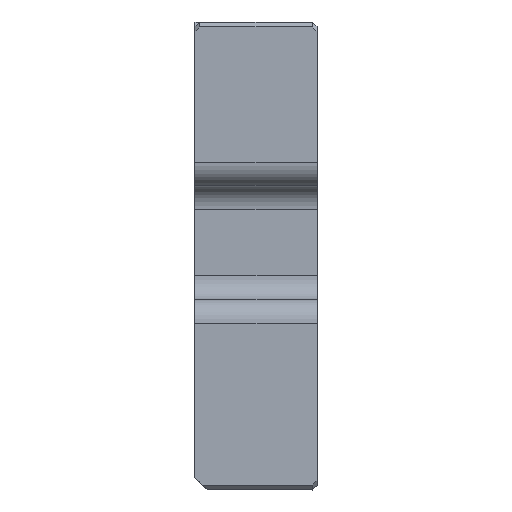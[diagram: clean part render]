
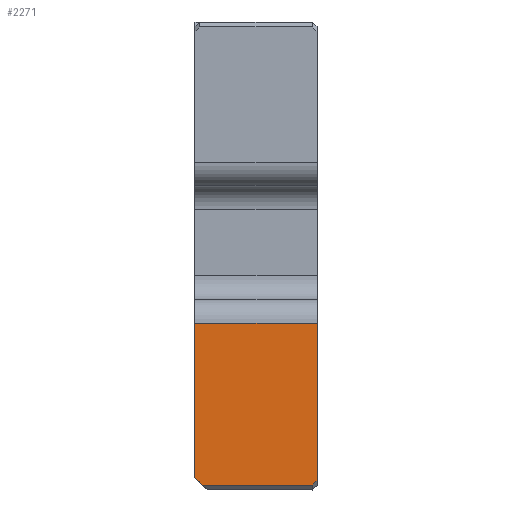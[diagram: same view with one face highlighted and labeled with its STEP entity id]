
A CAD part, left-side view. The second image highlights one B-rep face of the part: STEP entity #2271.
In plain terms, the highlighted planar face has unit normal (-1, 0, 0).
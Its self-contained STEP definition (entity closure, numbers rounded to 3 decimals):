
#86=PLANE('',#2461);
#189=FACE_OUTER_BOUND('',#337,.T.);
#337=EDGE_LOOP('',(#1695,#1696,#1697,#1698,#1699,#1700));
#574=LINE('',#3434,#797);
#611=LINE('',#3532,#834);
#612=LINE('',#3535,#835);
#613=LINE('',#3537,#836);
#614=LINE('',#3539,#837);
#615=LINE('',#3540,#838);
#797=VECTOR('',#2738,10.);
#834=VECTOR('',#2817,2.);
#835=VECTOR('',#2820,1000.);
#836=VECTOR('',#2821,1000.);
#837=VECTOR('',#2822,10.);
#838=VECTOR('',#2823,10.);
#1049=VERTEX_POINT('',#3431);
#1050=VERTEX_POINT('',#3433);
#1089=VERTEX_POINT('',#3528);
#1091=VERTEX_POINT('',#3534);
#1092=VERTEX_POINT('',#3536);
#1093=VERTEX_POINT('',#3538);
#1272=EDGE_CURVE('',#1049,#1050,#574,.T.);
#1322=EDGE_CURVE('',#1050,#1089,#611,.T.);
#1323=EDGE_CURVE('',#1091,#1049,#612,.T.);
#1324=EDGE_CURVE('',#1092,#1091,#613,.T.);
#1325=EDGE_CURVE('',#1092,#1093,#614,.T.);
#1326=EDGE_CURVE('',#1089,#1093,#615,.T.);
#1695=ORIENTED_EDGE('',*,*,#1322,.F.);
#1696=ORIENTED_EDGE('',*,*,#1272,.F.);
#1697=ORIENTED_EDGE('',*,*,#1323,.F.);
#1698=ORIENTED_EDGE('',*,*,#1324,.F.);
#1699=ORIENTED_EDGE('',*,*,#1325,.T.);
#1700=ORIENTED_EDGE('',*,*,#1326,.F.);
#2271=ADVANCED_FACE('',(#189),#86,.T.);
#2461=AXIS2_PLACEMENT_3D('',#3533,#2818,#2819);
#2738=DIRECTION('',(0.,0.,1.));
#2817=DIRECTION('',(0.,-1.,0.));
#2818=DIRECTION('center_axis',(-1.,0.,0.));
#2819=DIRECTION('ref_axis',(0.,0.,-1.));
#2820=DIRECTION('',(0.,0.707,0.707));
#2821=DIRECTION('',(0.,1.,0.));
#2822=DIRECTION('',(0.,-0.707,0.707));
#2823=DIRECTION('',(0.,0.,-1.));
#3431=CARTESIAN_POINT('',(-10.455,232.05,-19.25));
#3433=CARTESIAN_POINT('',(-10.455,232.05,-6.62));
#3434=CARTESIAN_POINT('',(-10.455,232.05,8.438));
#3528=CARTESIAN_POINT('',(-10.455,222.05,-6.62));
#3532=CARTESIAN_POINT('',(-10.455,222.05,-6.62));
#3533=CARTESIAN_POINT('Origin',(-10.455,226.05,18.));
#3534=CARTESIAN_POINT('',(-10.455,231.45,-19.85));
#3535=CARTESIAN_POINT('',(-10.455,239.613,-11.687));
#3536=CARTESIAN_POINT('',(-10.455,222.45,-19.85));
#3537=CARTESIAN_POINT('',(-10.455,226.05,-19.85));
#3538=CARTESIAN_POINT('',(-10.455,222.05,-19.45));
#3539=CARTESIAN_POINT('',(-10.455,213.988,-11.387));
#3540=CARTESIAN_POINT('',(-10.455,222.05,8.438));
